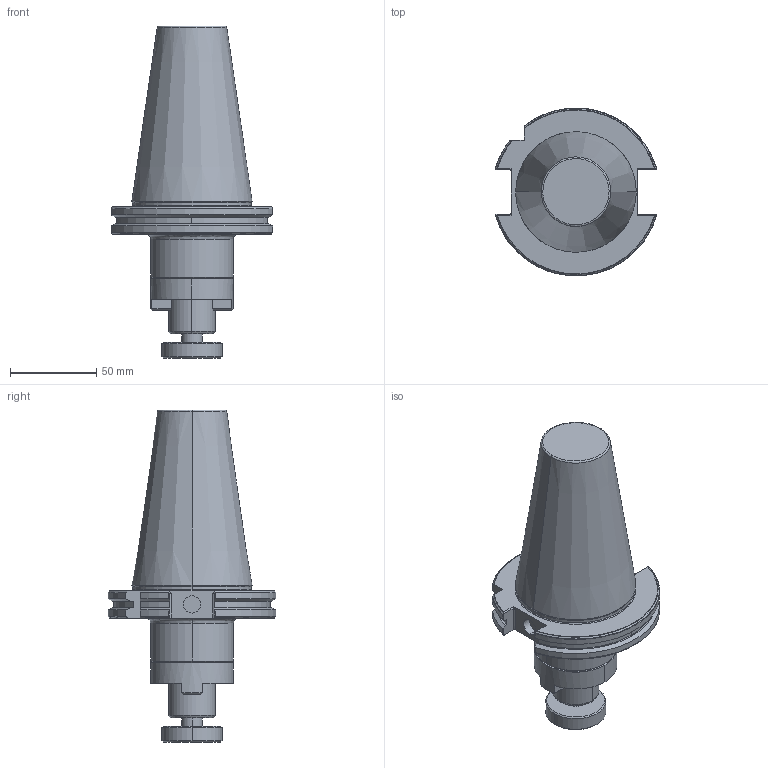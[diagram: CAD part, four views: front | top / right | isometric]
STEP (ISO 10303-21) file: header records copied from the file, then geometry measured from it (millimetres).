
FILE_DESCRIPTION (( 'STEP AP203' ), '1' );
FILE_NAME ('SK50 CSMA27 055 AD 6.3G15000 SL SP.STEP', '2018-05-30T15:24:00', ( '' ), ( '' ), 'SwSTEP 2.0', 'SolidWorks 2014', '' );
FILE_SCHEMA (( 'CONFIG_CONTROL_DESIGN' ));
Length unit declared in the file: millimetre
Products named in the file (3): SK50 CSMA16 055 MAIN BODY AD-SL -SF; DRIVER RING -27; SK50 CSMA27 055 AD 6.3G15000 SL SP
Assembly tree (2 placements, depth 2):
  SK50 CSMA27 055 AD 6.3G15000 SL SP
    SK50 CSMA16 055 MAIN BODY AD-SL -SF
    DRIVER RING -27
Bounding box: 93.71 x 97.49 x 192.75 mm (x, y, z)
Volume: 455100.2 mm3; surface area: 50806.9 mm2
Topology: 2 solids, 2 shells, 125 faces, 330 edges, 214 vertices
Faces by surface type: plane 47, cylinder 30, cone 29, bspline 17, torus 2
Entity records: 5703 total; most frequent: CARTESIAN_POINT 2468, ORIENTED_EDGE 660, DIRECTION 573, EDGE_CURVE 330, AXIS2_PLACEMENT_3D 223, VERTEX_POINT 214, EDGE_LOOP 132, VECTOR 127
